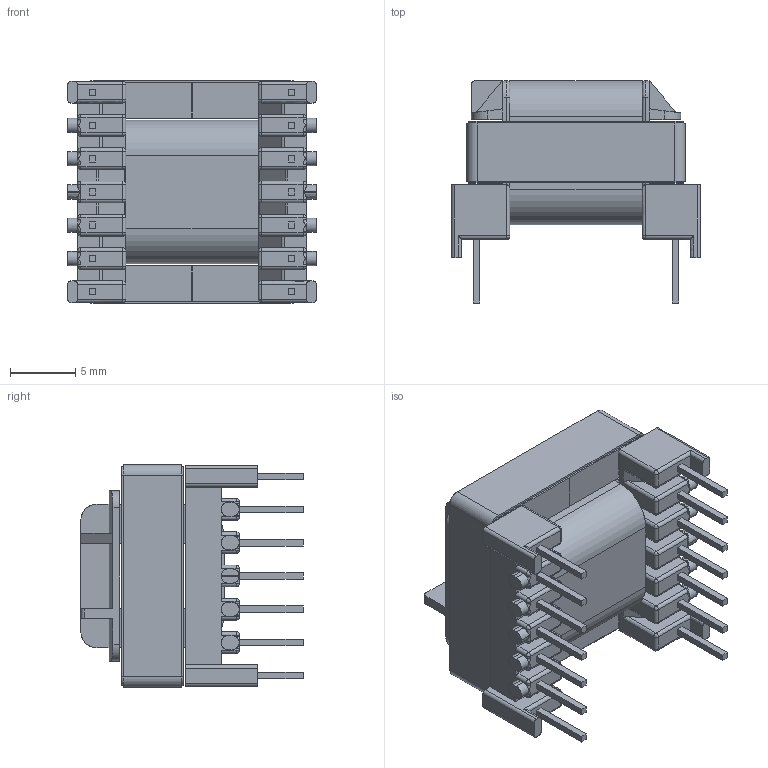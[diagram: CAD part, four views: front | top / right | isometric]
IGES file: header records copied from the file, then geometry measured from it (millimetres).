
Start section: SolidWorks IGES file using analytic representation for surfaces
Global section: file name: EE16-8-5_5813.IGS; native system: SolidWorks 2017; preprocessor: SolidWorks 2017; author: e.wtnpm; date: 210630.140800; units: millimetre
Bounding box: 19 x 17 x 17.03 mm (x, y, z)
Surface area: 4241.2 mm2 (no closed solid volume)
Topology: 0 solids, 0 shells, 597 faces, 4120 edges, 4072 vertices
Faces by surface type: bspline 330, revolution 267
